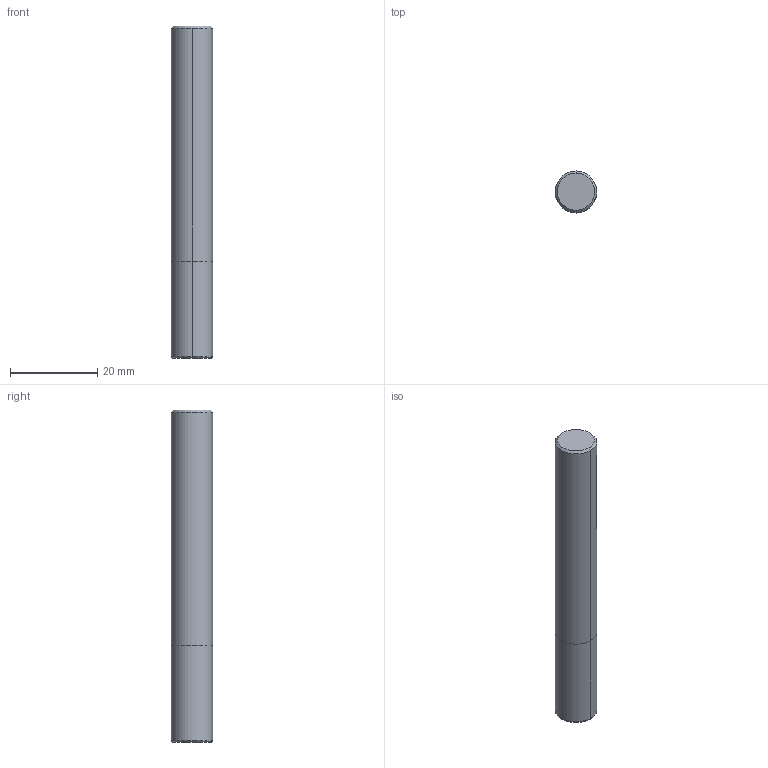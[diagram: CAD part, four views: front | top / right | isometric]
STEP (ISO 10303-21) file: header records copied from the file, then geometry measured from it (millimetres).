
FILE_DESCRIPTION(/* description */ (''),/* implementation_level */ '2;1');
FILE_NAME(/* name */ 'VQMHVRBFD3-8R015.stp',/* time_stamp */ '2023-03-17T09:17:52+09:00',/* author */ (''),/* organization */ (''),/* preprocessor_version */ 'ST-DEVELOPER v16',/* originating_system */ 'SIEMENS PLM Software NX 10.0',/* authorisation */ '');
FILE_SCHEMA (('AUTOMOTIVE_DESIGN { 1 0 10303 214 3 1 1 1 }'));
Length unit declared in the file: millimetre
Products named in the file (1): VQMHVRBFD3-8R015_ASM
Bounding box: 9.53 x 9.53 x 76.2 mm (x, y, z)
Volume: 5425.2 mm3; surface area: 2551.2 mm2
Topology: 2 solids, 2 shells, 12 faces, 25 edges, 23 vertices
Faces by surface type: cylinder 4, plane 4, torus 2, cone 2
Entity records: 456 total; most frequent: DIRECTION 86, CARTESIAN_POINT 61, ORIENTED_EDGE 40, AXIS2_PLACEMENT_3D 38, EDGE_CURVE 20, STYLED_ITEM 18, PRESENTATION_STYLE_ASSIGNMENT 18, CIRCLE 15
